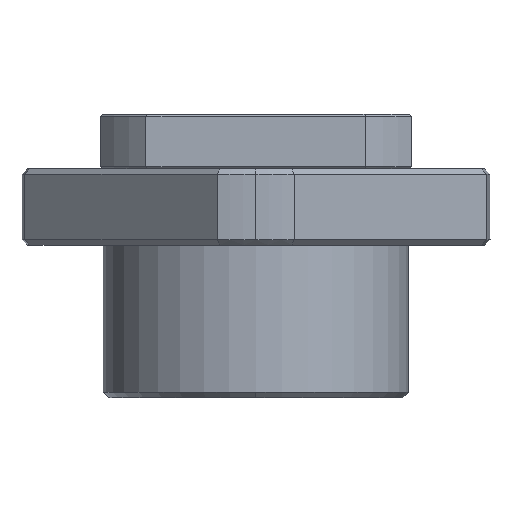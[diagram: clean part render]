
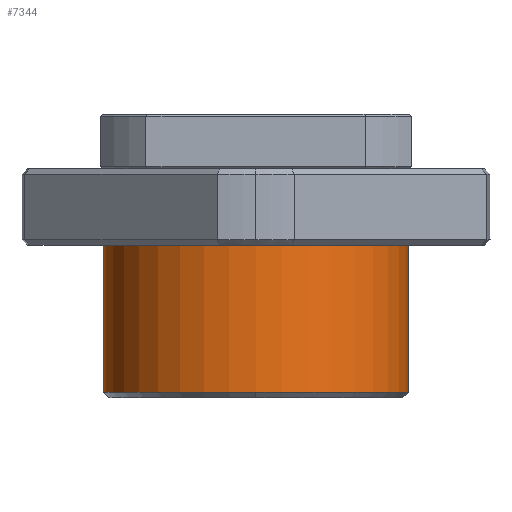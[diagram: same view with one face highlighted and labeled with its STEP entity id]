
A CAD part, left-side view. The second image highlights one B-rep face of the part: STEP entity #7344.
In plain terms, the highlighted cylindrical face has radius 14 mm (diameter 28 mm), a partial arc.
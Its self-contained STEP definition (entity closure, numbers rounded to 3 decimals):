
#1571 = DIRECTION ( 'NONE',  ( -1., 0., 0. ) ) ;
#1585 = DIRECTION ( 'NONE',  ( 0., 0., -1. ) ) ;
#1590 = CARTESIAN_POINT ( 'NONE',  ( 0., 0., 0.5 ) ) ;
#1735 = ORIENTED_EDGE ( 'NONE', *, *, #4129, .F. ) ;
#2668 = DIRECTION ( 'NONE',  ( 0., 0., -1. ) ) ;
#2670 = CARTESIAN_POINT ( 'NONE',  ( 0., -14., 14. ) ) ;
#2692 = LINE ( 'NONE', #2670, #14924 ) ;
#2831 = CARTESIAN_POINT ( 'NONE',  ( 0., -14., 14. ) ) ;
#3262 = ORIENTED_EDGE ( 'NONE', *, *, #13559, .F. ) ;
#3753 = CIRCLE ( 'NONE', #10123, 14. ) ;
#4129 = EDGE_CURVE ( 'NONE', #14390, #15972, #14835, .T. ) ;
#5982 = CARTESIAN_POINT ( 'NONE',  ( 0., 14., 0.5 ) ) ;
#6611 = VECTOR ( 'NONE', #9996, 1000. ) ;
#6823 = EDGE_CURVE ( 'NONE', #14188, #14390, #2692, .T. ) ;
#6901 = ORIENTED_EDGE ( 'NONE', *, *, #7956, .T. ) ;
#7344 = ADVANCED_FACE ( 'NONE', ( #8249 ), #8153, .T. ) ;
#7956 = EDGE_CURVE ( 'NONE', #14166, #14525, #10040, .T. ) ;
#7969 = ORIENTED_EDGE ( 'NONE', *, *, #6823, .F. ) ;
#8153 = CYLINDRICAL_SURFACE ( 'NONE', #8164, 14. ) ;
#8164 = AXIS2_PLACEMENT_3D ( 'NONE', #15100, #15085, #15071 ) ;
#8249 = FACE_OUTER_BOUND ( 'NONE', #12288, .T. ) ;
#8557 = CIRCLE ( 'NONE', #10465, 14. ) ;
#9600 = EDGE_CURVE ( 'NONE', #14188, #14166, #8557, .T. ) ;
#9996 = DIRECTION ( 'NONE',  ( 0., 0., -1. ) ) ;
#10011 = CARTESIAN_POINT ( 'NONE',  ( 0., 14., 14. ) ) ;
#10040 = LINE ( 'NONE', #10011, #6611 ) ;
#10123 = AXIS2_PLACEMENT_3D ( 'NONE', #1590, #1585, #1571 ) ;
#10465 = AXIS2_PLACEMENT_3D ( 'NONE', #15087, #15055, #15031 ) ;
#10826 = DIRECTION ( 'NONE',  ( -1., 0., 0. ) ) ;
#10838 = DIRECTION ( 'NONE',  ( 0., 0., -1. ) ) ;
#10869 = CARTESIAN_POINT ( 'NONE',  ( 0., 0., 0.5 ) ) ;
#12288 = EDGE_LOOP ( 'NONE', ( #7969, #15473, #6901, #3262, #1735 ) ) ;
#12702 = CARTESIAN_POINT ( 'NONE',  ( 0., 14., 14. ) ) ;
#12919 = AXIS2_PLACEMENT_3D ( 'NONE', #10869, #10838, #10826 ) ;
#13559 = EDGE_CURVE ( 'NONE', #15972, #14525, #3753, .T. ) ;
#14132 = CARTESIAN_POINT ( 'NONE',  ( -14., 0., 0.5 ) ) ;
#14166 = VERTEX_POINT ( 'NONE', #12702 ) ;
#14188 = VERTEX_POINT ( 'NONE', #2831 ) ;
#14390 = VERTEX_POINT ( 'NONE', #14524 ) ;
#14524 = CARTESIAN_POINT ( 'NONE',  ( 0., -14., 0.5 ) ) ;
#14525 = VERTEX_POINT ( 'NONE', #5982 ) ;
#14835 = CIRCLE ( 'NONE', #12919, 14. ) ;
#14924 = VECTOR ( 'NONE', #2668, 1000. ) ;
#15031 = DIRECTION ( 'NONE',  ( 0., 1., 0. ) ) ;
#15055 = DIRECTION ( 'NONE',  ( 0., 0., -1. ) ) ;
#15071 = DIRECTION ( 'NONE',  ( 0., 1., 0. ) ) ;
#15085 = DIRECTION ( 'NONE',  ( 0., 0., -1. ) ) ;
#15087 = CARTESIAN_POINT ( 'NONE',  ( 0., 0., 14. ) ) ;
#15100 = CARTESIAN_POINT ( 'NONE',  ( 0., 0., 14. ) ) ;
#15473 = ORIENTED_EDGE ( 'NONE', *, *, #9600, .T. ) ;
#15972 = VERTEX_POINT ( 'NONE', #14132 ) ;
